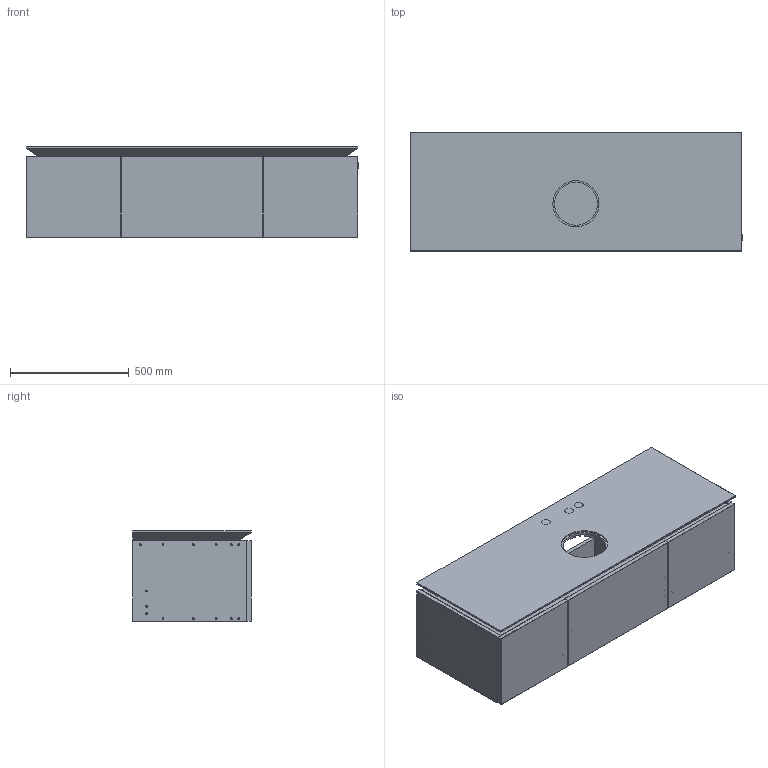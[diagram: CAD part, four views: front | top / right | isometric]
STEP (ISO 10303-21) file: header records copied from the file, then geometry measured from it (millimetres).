
FILE_DESCRIPTION((' '),'2;1');
FILE_NAME('B58500_B585L0.stp','2022-05-16T07:53:46',(' '),(' '),' ','ACIS',' ');
FILE_SCHEMA(('CONFIG_CONTROL_DESIGN'));
Length unit declared in the file: millimetre
Products named in the file (23): B58500_B585L0.stp; Körper1; Körper2; Körper3; Körper4; Körper5; Körper6; Körper7; Körper8; Körper9; Körper10; Körper11; Körper12; Körper13; Körper14; Körper15; Körper16; Körper17; Körper18; Körper19; Körper20; Körper21; Körper22
Assembly tree (22 placements, depth 2):
  B58500_B585L0.stp
    Körper1
    Körper2
    Körper3
    Körper4
    Körper5
    Körper6
    Körper7
    Körper8
    Körper9
    Körper10
    Körper11
    Körper12
    Körper13
    Körper14
    Körper15
    Körper16
    Körper17
    Körper18
    Körper19
    Körper20
    Körper21
    Körper22
Bounding box: 1400.5 x 500 x 381.8 mm (x, y, z)
Volume: 73699938.6 mm3; surface area: 7659408.1 mm2
Topology: 22 solids, 22 shells, 753 faces, 1535 edges, 1040 vertices
Faces by surface type: plane 467, cylinder 284, cone 1, torus 1
Full cylindrical faces by diameter (mm): 3 x72, 5 x30, 6.5 x6, 8 x63, 8.01 x48, 10 x22, 26 x1
Entity records: 21696 total; most frequent: DIRECTION 3421, CARTESIAN_POINT 3069, ORIENTED_EDGE 2474, AXIS2_PLACEMENT_3D 1391, EDGE_LOOP 1269, EDGE_CURVE 1237, VERTEX_POINT 986, FACE_OUTER_BOUND 753
